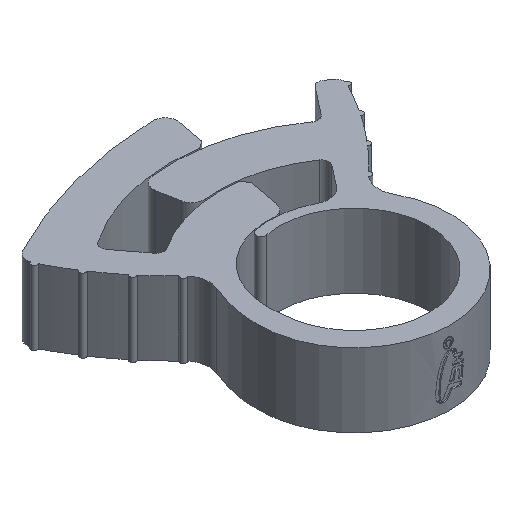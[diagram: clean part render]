
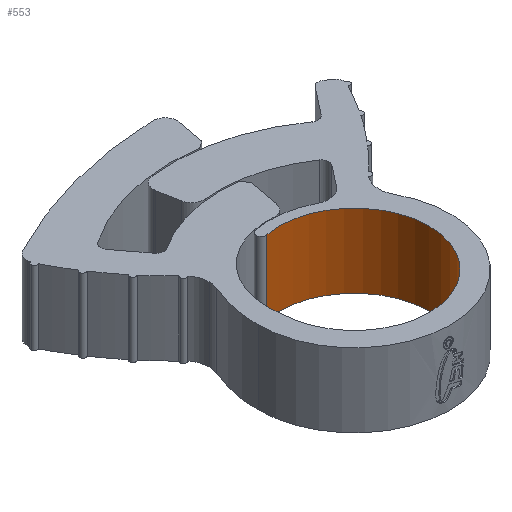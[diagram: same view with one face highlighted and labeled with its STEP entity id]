
A CAD part, isometric view. The second image highlights one B-rep face of the part: STEP entity #553.
In plain terms, the highlighted cylindrical face has radius 6 mm (diameter 12 mm), a partial arc.
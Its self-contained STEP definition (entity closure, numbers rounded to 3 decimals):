
#87 = CARTESIAN_POINT ( 'NONE',  ( -6., 0., 2.95 ) ) ;
#176 = VERTEX_POINT ( 'NONE', #1985 ) ;
#253 = DIRECTION ( 'NONE',  ( 0., 0., -1. ) ) ;
#287 = CARTESIAN_POINT ( 'NONE',  ( 0., 0., 2.95 ) ) ;
#553 = ADVANCED_FACE ( 'NONE', ( #2775 ), #808, .F. ) ;
#570 = EDGE_LOOP ( 'NONE', ( #1541, #4369, #3740, #1698 ) ) ;
#808 = CYLINDRICAL_SURFACE ( 'NONE', #6502, 6. ) ;
#874 = EDGE_CURVE ( 'NONE', #4868, #5179, #2459, .T. ) ;
#1506 = VECTOR ( 'NONE', #1544, 1000. ) ;
#1541 = ORIENTED_EDGE ( 'NONE', *, *, #4346, .T. ) ;
#1544 = DIRECTION ( 'NONE',  ( 0., 0., -1. ) ) ;
#1698 = ORIENTED_EDGE ( 'NONE', *, *, #6112, .T. ) ;
#1831 = AXIS2_PLACEMENT_3D ( 'NONE', #3165, #2702, #2112 ) ;
#1985 = CARTESIAN_POINT ( 'NONE',  ( -6., 0., -2.95 ) ) ;
#2112 = DIRECTION ( 'NONE',  ( -1., 0., 0. ) ) ;
#2265 = CARTESIAN_POINT ( 'NONE',  ( -1.1, 5.898, 2.95 ) ) ;
#2282 = CIRCLE ( 'NONE', #3018, 6. ) ;
#2350 = DIRECTION ( 'NONE',  ( -1., 0., 0. ) ) ;
#2459 = CIRCLE ( 'NONE', #1831, 6. ) ;
#2652 = DIRECTION ( 'NONE',  ( 0., 0., -1. ) ) ;
#2702 = DIRECTION ( 'NONE',  ( 0., 0., -1. ) ) ;
#2775 = FACE_OUTER_BOUND ( 'NONE', #570, .T. ) ;
#3018 = AXIS2_PLACEMENT_3D ( 'NONE', #5690, #5093, #6090 ) ;
#3047 = EDGE_CURVE ( 'NONE', #5179, #176, #4558, .T. ) ;
#3165 = CARTESIAN_POINT ( 'NONE',  ( 0., 0., 2.95 ) ) ;
#3740 = ORIENTED_EDGE ( 'NONE', *, *, #874, .F. ) ;
#3889 = CARTESIAN_POINT ( 'NONE',  ( -1.1, 5.898, -2.95 ) ) ;
#4346 = EDGE_CURVE ( 'NONE', #6351, #176, #2282, .T. ) ;
#4369 = ORIENTED_EDGE ( 'NONE', *, *, #3047, .F. ) ;
#4558 = LINE ( 'NONE', #87, #1506 ) ;
#4560 = LINE ( 'NONE', #6045, #5047 ) ;
#4868 = VERTEX_POINT ( 'NONE', #2265 ) ;
#4904 = CARTESIAN_POINT ( 'NONE',  ( -6., 0., 2.95 ) ) ;
#5047 = VECTOR ( 'NONE', #2652, 1000. ) ;
#5093 = DIRECTION ( 'NONE',  ( 0., 0., -1. ) ) ;
#5179 = VERTEX_POINT ( 'NONE', #4904 ) ;
#5690 = CARTESIAN_POINT ( 'NONE',  ( 0., 0., -2.95 ) ) ;
#6045 = CARTESIAN_POINT ( 'NONE',  ( -1.1, 5.898, 2.95 ) ) ;
#6090 = DIRECTION ( 'NONE',  ( -1., 0., 0. ) ) ;
#6112 = EDGE_CURVE ( 'NONE', #4868, #6351, #4560, .T. ) ;
#6351 = VERTEX_POINT ( 'NONE', #3889 ) ;
#6502 = AXIS2_PLACEMENT_3D ( 'NONE', #287, #253, #2350 ) ;
